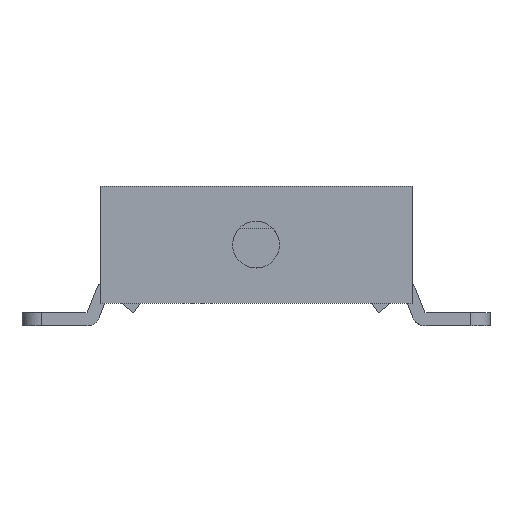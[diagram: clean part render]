
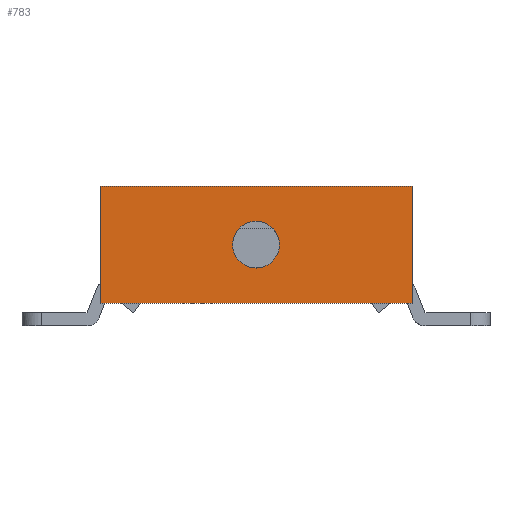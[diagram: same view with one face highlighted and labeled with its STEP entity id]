
A CAD part, front view. The second image highlights one B-rep face of the part: STEP entity #783.
In plain terms, the highlighted free-form (B-spline) face has degree [1, 1] with [2, 2] control points.
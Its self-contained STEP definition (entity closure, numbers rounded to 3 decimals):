
#637=CARTESIAN_POINT('',(1.787,-12.2,6.038));
#638=VERTEX_POINT('',#637);
#644=CARTESIAN_POINT('',(0.0,-12.2,8.05));
#645=VERTEX_POINT('',#644);
#646=CARTESIAN_POINT('',(1.787,-12.2,6.038));
#647=CARTESIAN_POINT('',(1.8,-12.2,6.143));
#648=CARTESIAN_POINT('',(1.8,-12.2,6.25));
#649=CARTESIAN_POINT('',(1.8,-12.2,8.05));
#650=CARTESIAN_POINT('',(0.0,-12.2,8.05));
#658=(BOUNDED_CURVE()B_SPLINE_CURVE(2,(#646,#647,#648,#649,#650),.UNSPECIFIED.,.F.,.U.)B_SPLINE_CURVE_WITH_KNOTS((3,2,3),(0.23,0.25,0.5),.UNSPECIFIED.)CURVE()GEOMETRIC_REPRESENTATION_ITEM()RATIONAL_B_SPLINE_CURVE((0.956,0.976,1.0,0.707,1.0))REPRESENTATION_ITEM(''));
#659=EDGE_CURVE('',#638,#645,#658,.T.);
#661=CARTESIAN_POINT('',(-1.797,-12.2,6.36));
#662=VERTEX_POINT('',#661);
#663=CARTESIAN_POINT('',(0.0,-12.2,8.05));
#664=CARTESIAN_POINT('',(-1.693,-12.2,8.05));
#665=CARTESIAN_POINT('',(-1.797,-12.2,6.36));
#673=(BOUNDED_CURVE()B_SPLINE_CURVE(2,(#663,#664,#665),.UNSPECIFIED.,.F.,.U.)B_SPLINE_CURVE_WITH_KNOTS((3,3),(0.5,0.739),.UNSPECIFIED.)CURVE()GEOMETRIC_REPRESENTATION_ITEM()RATIONAL_B_SPLINE_CURVE((1.0,0.72,0.976))REPRESENTATION_ITEM(''));
#674=EDGE_CURVE('',#645,#662,#673,.T.);
#708=CARTESIAN_POINT('',(0.0,-12.2,4.45));
#709=VERTEX_POINT('',#708);
#710=CARTESIAN_POINT('',(-1.797,-12.2,6.36));
#711=CARTESIAN_POINT('',(-1.8,-12.2,6.305));
#712=CARTESIAN_POINT('',(-1.8,-12.2,6.25));
#713=CARTESIAN_POINT('',(-1.8,-12.2,4.45));
#714=CARTESIAN_POINT('',(0.0,-12.2,4.45));
#722=(BOUNDED_CURVE()B_SPLINE_CURVE(2,(#710,#711,#712,#713,#714),.UNSPECIFIED.,.F.,.U.)B_SPLINE_CURVE_WITH_KNOTS((3,2,3),(0.739,0.75,1.0),.UNSPECIFIED.)CURVE()GEOMETRIC_REPRESENTATION_ITEM()RATIONAL_B_SPLINE_CURVE((0.976,0.988,1.0,0.707,1.0))REPRESENTATION_ITEM(''));
#723=EDGE_CURVE('',#662,#709,#722,.T.);
#725=CARTESIAN_POINT('',(0.0,-12.2,4.45));
#726=CARTESIAN_POINT('',(1.599,-12.2,4.45));
#727=CARTESIAN_POINT('',(1.787,-12.2,6.038));
#735=(BOUNDED_CURVE()B_SPLINE_CURVE(2,(#725,#726,#727),.UNSPECIFIED.,.F.,.U.)B_SPLINE_CURVE_WITH_KNOTS((3,3),(0.0,0.23),.UNSPECIFIED.)CURVE()GEOMETRIC_REPRESENTATION_ITEM()RATIONAL_B_SPLINE_CURVE((1.0,0.731,0.956))REPRESENTATION_ITEM(''));
#736=EDGE_CURVE('',#709,#638,#735,.T.);
#742=CARTESIAN_POINT('',(-13.199,-12.2,11.2));
#743=CARTESIAN_POINT('',(13.199,-12.2,11.2));
#744=CARTESIAN_POINT('',(-13.199,-12.2,1.3));
#745=CARTESIAN_POINT('',(13.199,-12.2,1.3));
#746=B_SPLINE_SURFACE_WITH_KNOTS('',1,1,((#742,#744),(#743,#745)),.UNSPECIFIED.,.F.,.F.,.U.,(2,2),(2,2),(0.0,26.398),(0.0,9.899),.UNSPECIFIED.);
#747=CARTESIAN_POINT('',(12.0,-12.2,1.75));
#748=VERTEX_POINT('',#747);
#749=CARTESIAN_POINT('',(12.0,-12.2,10.75));
#750=VERTEX_POINT('',#749);
#751=CARTESIAN_POINT('',(12.0,-12.2,1.75));
#752=CARTESIAN_POINT('',(12.0,-12.2,10.75));
#753=QUASI_UNIFORM_CURVE('',1,(#751,#752),.UNSPECIFIED.,.F.,.U.);
#754=EDGE_CURVE('',#748,#750,#753,.T.);
#755=ORIENTED_EDGE('',*,*,#754,.T.);
#756=CARTESIAN_POINT('',(-12.0,-12.2,10.75));
#757=VERTEX_POINT('',#756);
#758=CARTESIAN_POINT('',(12.0,-12.2,10.75));
#759=CARTESIAN_POINT('',(-12.0,-12.2,10.75));
#760=QUASI_UNIFORM_CURVE('',1,(#758,#759),.UNSPECIFIED.,.F.,.U.);
#761=EDGE_CURVE('',#750,#757,#760,.T.);
#762=ORIENTED_EDGE('',*,*,#761,.T.);
#763=CARTESIAN_POINT('',(-12.0,-12.2,1.75));
#764=VERTEX_POINT('',#763);
#765=CARTESIAN_POINT('',(-12.0,-12.2,10.75));
#766=CARTESIAN_POINT('',(-12.0,-12.2,1.75));
#767=QUASI_UNIFORM_CURVE('',1,(#765,#766),.UNSPECIFIED.,.F.,.U.);
#768=EDGE_CURVE('',#757,#764,#767,.T.);
#769=ORIENTED_EDGE('',*,*,#768,.T.);
#770=CARTESIAN_POINT('',(-12.0,-12.2,1.75));
#771=CARTESIAN_POINT('',(12.0,-12.2,1.75));
#772=QUASI_UNIFORM_CURVE('',1,(#770,#771),.UNSPECIFIED.,.F.,.U.);
#773=EDGE_CURVE('',#764,#748,#772,.T.);
#774=ORIENTED_EDGE('',*,*,#773,.T.);
#775=EDGE_LOOP('',(#755,#762,#769,#774));
#776=FACE_OUTER_BOUND('',#775,.T.);
#777=ORIENTED_EDGE('',*,*,#674,.F.);
#778=ORIENTED_EDGE('',*,*,#659,.F.);
#779=ORIENTED_EDGE('',*,*,#736,.F.);
#780=ORIENTED_EDGE('',*,*,#723,.F.);
#781=EDGE_LOOP('',(#777,#778,#779,#780));
#782=FACE_BOUND('',#781,.T.);
#783=ADVANCED_FACE('',(#776,#782),#746,.F.);
